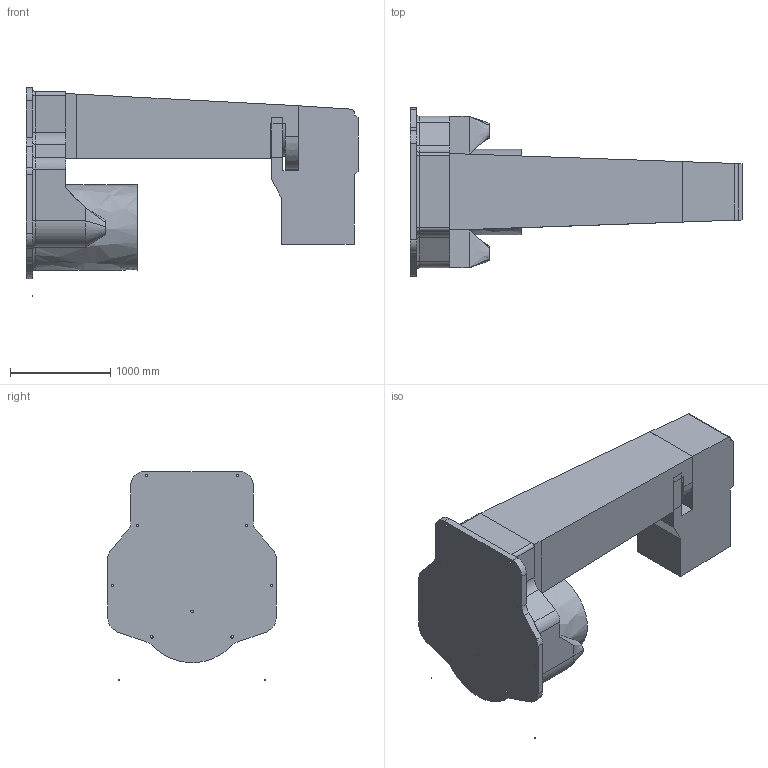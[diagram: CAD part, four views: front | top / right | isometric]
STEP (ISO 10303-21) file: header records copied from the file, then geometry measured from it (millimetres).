
FILE_DESCRIPTION(('FreeCAD Model'),'2;1');
FILE_NAME('Open CASCADE Shape Model','2025-05-08T08:54:06',('FreeCAD'),( 'FreeCAD'),'Open CASCADE STEP processor 7.6','FreeCAD','Unknown');
FILE_SCHEMA(('AUTOMOTIVE_DESIGN { 1 0 10303 214 1 1 1 1 }'));
Length unit declared in the file: millimetre
Products named in the file (1): Open CASCADE STEP translator 7.6 1
Bounding box: 3317.73 x 1684.53 x 2083.95 mm (x, y, z)
Volume: 2853580887.7 mm3; surface area: 20932135.3 mm2
Topology: 4 solids, 6 shells, 135 faces, 630 edges, 770 vertices
Faces by surface type: bspline 135
Entity records: 6694 total; most frequent: CARTESIAN_POINT 3911, ORIENTED_EDGE 674, B_SPLINE_CURVE_WITH_KNOTS 409, EDGE_CURVE 337, GEOMETRIC_CURVE_SET 293, TRIMMED_CURVE 293, VERTEX_POINT 220, FACE_BOUND 159
